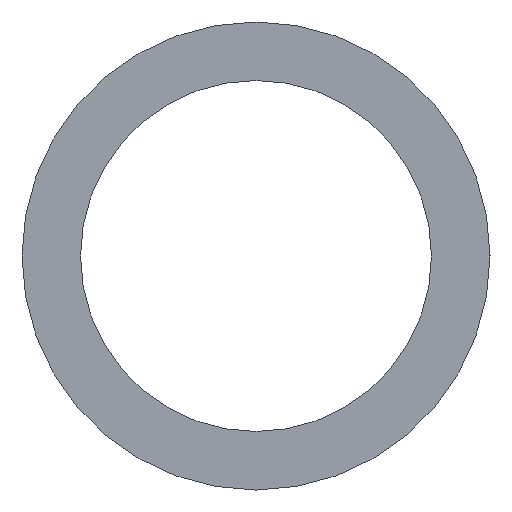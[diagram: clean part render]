
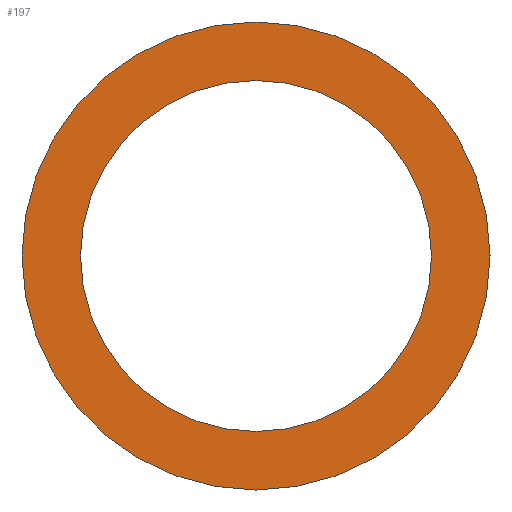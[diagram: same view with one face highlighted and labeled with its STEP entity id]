
A CAD part, left-side view. The second image highlights one B-rep face of the part: STEP entity #197.
In plain terms, the highlighted planar face has unit normal (-1, 0, 0).
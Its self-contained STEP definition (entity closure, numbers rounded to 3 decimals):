
#1 = VERTEX_POINT ( 'NONE', #61 ) ;
#17 = EDGE_CURVE ( 'NONE', #1, #183, #80, .T. ) ;
#33 = CARTESIAN_POINT ( 'NONE',  ( 0., 0., 0. ) ) ;
#36 = AXIS2_PLACEMENT_3D ( 'NONE', #130, #145, #158 ) ;
#43 = AXIS2_PLACEMENT_3D ( 'NONE', #33, #95, #139 ) ;
#51 = CARTESIAN_POINT ( 'NONE',  ( 0., 0., -1.5 ) ) ;
#52 = CARTESIAN_POINT ( 'NONE',  ( 0., 0., 0. ) ) ;
#58 = ORIENTED_EDGE ( 'NONE', *, *, #157, .T. ) ;
#61 = CARTESIAN_POINT ( 'NONE',  ( 0., 0., 2. ) ) ;
#67 = ORIENTED_EDGE ( 'NONE', *, *, #17, .F. ) ;
#70 = CARTESIAN_POINT ( 'NONE',  ( 0., 0., 1.5 ) ) ;
#75 = CIRCLE ( 'NONE', #36, 1.5 ) ;
#79 = DIRECTION ( 'NONE',  ( 0., 0., -1. ) ) ;
#80 = CIRCLE ( 'NONE', #193, 2. ) ;
#83 = PLANE ( 'NONE',  #176 ) ;
#84 = CIRCLE ( 'NONE', #122, 1.5 ) ;
#95 = DIRECTION ( 'NONE',  ( 1., 0., 0. ) ) ;
#96 = CARTESIAN_POINT ( 'NONE',  ( 0., 0., 0. ) ) ;
#97 = DIRECTION ( 'NONE',  ( 1., 0., 0. ) ) ;
#99 = CARTESIAN_POINT ( 'NONE',  ( 0., 0., 0. ) ) ;
#115 = DIRECTION ( 'NONE',  ( 0., 0., -1. ) ) ;
#116 = EDGE_CURVE ( 'NONE', #183, #1, #142, .T. ) ;
#122 = AXIS2_PLACEMENT_3D ( 'NONE', #99, #97, #192 ) ;
#130 = CARTESIAN_POINT ( 'NONE',  ( 0., 0., 0. ) ) ;
#139 = DIRECTION ( 'NONE',  ( 0., 0., -1. ) ) ;
#142 = CIRCLE ( 'NONE', #43, 2. ) ;
#145 = DIRECTION ( 'NONE',  ( 1., 0., 0. ) ) ;
#146 = CARTESIAN_POINT ( 'NONE',  ( 0., 0., -2. ) ) ;
#147 = VERTEX_POINT ( 'NONE', #70 ) ;
#151 = EDGE_CURVE ( 'NONE', #147, #152, #84, .T. ) ;
#152 = VERTEX_POINT ( 'NONE', #51 ) ;
#157 = EDGE_CURVE ( 'NONE', #152, #147, #75, .T. ) ;
#158 = DIRECTION ( 'NONE',  ( 0., 0., -1. ) ) ;
#165 = ORIENTED_EDGE ( 'NONE', *, *, #151, .T. ) ;
#172 = FACE_OUTER_BOUND ( 'NONE', #188, .T. ) ;
#173 = FACE_BOUND ( 'NONE', #196, .T. ) ;
#176 = AXIS2_PLACEMENT_3D ( 'NONE', #52, #190, #115 ) ;
#182 = ORIENTED_EDGE ( 'NONE', *, *, #116, .F. ) ;
#183 = VERTEX_POINT ( 'NONE', #146 ) ;
#187 = DIRECTION ( 'NONE',  ( 1., 0., 0. ) ) ;
#188 = EDGE_LOOP ( 'NONE', ( #67, #182 ) ) ;
#190 = DIRECTION ( 'NONE',  ( 1., 0., 0. ) ) ;
#192 = DIRECTION ( 'NONE',  ( 0., 0., -1. ) ) ;
#193 = AXIS2_PLACEMENT_3D ( 'NONE', #96, #187, #79 ) ;
#196 = EDGE_LOOP ( 'NONE', ( #165, #58 ) ) ;
#197 = ADVANCED_FACE ( 'NONE', ( #172, #173 ), #83, .F. ) ;
